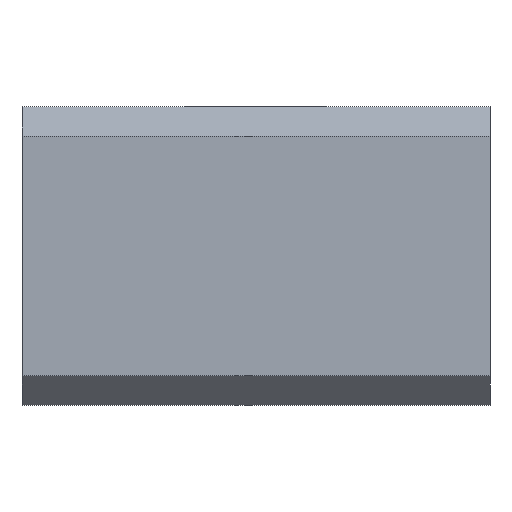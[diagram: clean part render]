
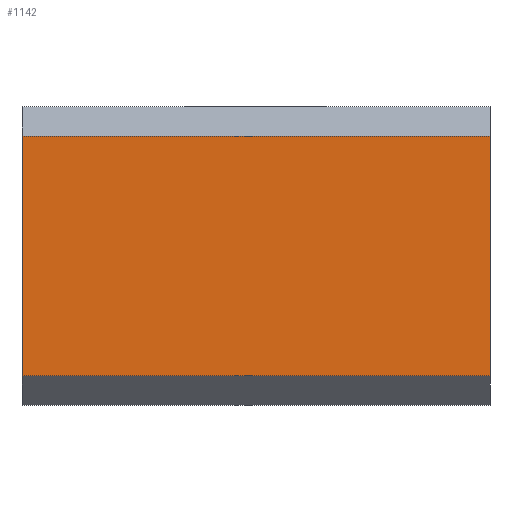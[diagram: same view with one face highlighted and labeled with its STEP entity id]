
A CAD part, front view. The second image highlights one B-rep face of the part: STEP entity #1142.
In plain terms, the highlighted face is planar.
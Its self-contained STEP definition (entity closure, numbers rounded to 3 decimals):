
#98=FACE_OUTER_BOUND('',#161,.T.);
#161=EDGE_LOOP('',(#823,#824,#825,#826));
#230=LINE('',#1681,#358);
#234=LINE('',#1690,#362);
#256=LINE('',#1732,#384);
#260=LINE('',#1739,#388);
#358=VECTOR('',#1338,10.);
#362=VECTOR('',#1346,10.);
#384=VECTOR('',#1374,10.);
#388=VECTOR('',#1384,10.);
#479=VERTEX_POINT('',#1674);
#482=VERTEX_POINT('',#1679);
#485=VERTEX_POINT('',#1689);
#502=VERTEX_POINT('',#1730);
#598=EDGE_CURVE('',#482,#479,#230,.T.);
#602=EDGE_CURVE('',#479,#485,#234,.T.);
#624=EDGE_CURVE('',#482,#502,#256,.T.);
#628=EDGE_CURVE('',#485,#502,#260,.T.);
#823=ORIENTED_EDGE('',*,*,#598,.F.);
#824=ORIENTED_EDGE('',*,*,#624,.T.);
#825=ORIENTED_EDGE('',*,*,#628,.F.);
#826=ORIENTED_EDGE('',*,*,#602,.F.);
#1100=PLANE('',#1219);
#1142=ADVANCED_FACE('',(#98),#1100,.T.);
#1219=AXIS2_PLACEMENT_3D('',#1740,#1385,#1386);
#1338=DIRECTION('',(1.,0.,0.));
#1346=DIRECTION('',(0.,1.,0.));
#1374=DIRECTION('',(0.,1.,0.));
#1384=DIRECTION('',(-1.,0.,0.));
#1385=DIRECTION('center_axis',(0.,0.,-1.));
#1386=DIRECTION('ref_axis',(-1.,0.,0.));
#1674=CARTESIAN_POINT('',(24.407,0.47,-10.));
#1679=CARTESIAN_POINT('',(16.407,0.47,-10.));
#1681=CARTESIAN_POINT('',(22.407,0.47,-10.));
#1689=CARTESIAN_POINT('',(24.407,4.57,-10.));
#1690=CARTESIAN_POINT('',(24.407,3.57,-10.));
#1730=CARTESIAN_POINT('',(16.407,4.57,-10.));
#1732=CARTESIAN_POINT('',(16.407,3.57,-10.));
#1739=CARTESIAN_POINT('',(22.407,4.57,-10.));
#1740=CARTESIAN_POINT('Origin',(24.407,3.57,-10.));
